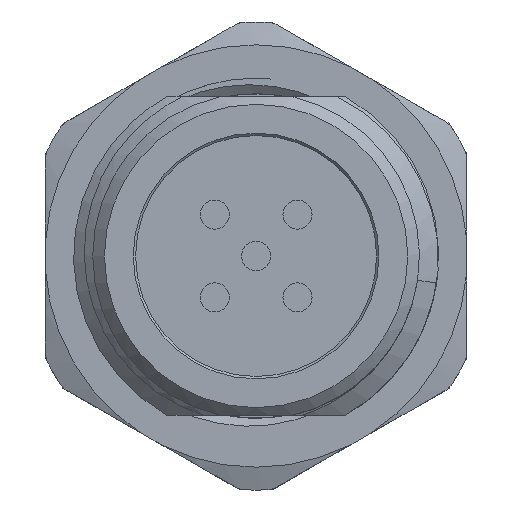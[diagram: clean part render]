
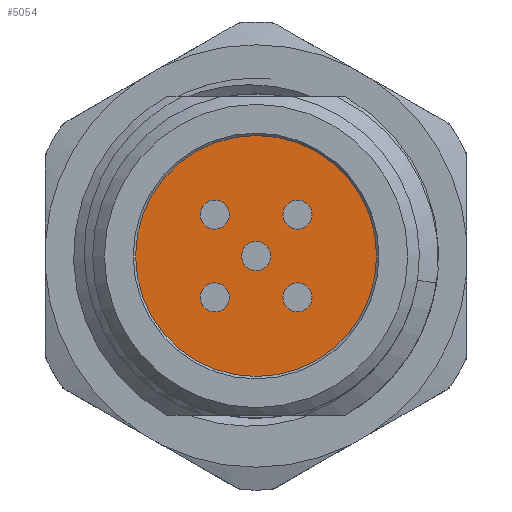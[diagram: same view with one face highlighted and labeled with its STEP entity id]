
A CAD part, left-side view. The second image highlights one B-rep face of the part: STEP entity #5054.
In plain terms, the highlighted planar face has unit normal (-1, 0, 0).
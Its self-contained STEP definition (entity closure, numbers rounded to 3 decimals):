
#350=PLANE('',#5867);
#1987=ORIENTED_EDGE('',*,*,#2723,.T.);
#2723=EDGE_CURVE('',#3269,#3269,#3604,.F.);
#3269=VERTEX_POINT('',#29428);
#3604=CIRCLE('',#5795,5.15);
#4093=EDGE_LOOP('',(#1987));
#4587=FACE_BOUND('',#4093,.T.);
#5054=ADVANCED_FACE('',(#4587),#350,.F.);
#5795=AXIS2_PLACEMENT_3D('',#29427,#6927,#6928);
#5867=AXIS2_PLACEMENT_3D('',#29584,#7105,#7106);
#6927=DIRECTION('',(1.,0.,0.));
#6928=DIRECTION('',(0.,0.,-1.));
#7105=DIRECTION('',(1.,0.,0.));
#7106=DIRECTION('',(0.,0.,-1.));
#29427=CARTESIAN_POINT('',(-3.25,0.,0.));
#29428=CARTESIAN_POINT('',(-3.25,0.,-5.15));
#29584=CARTESIAN_POINT('',(-3.25,0.,0.));
